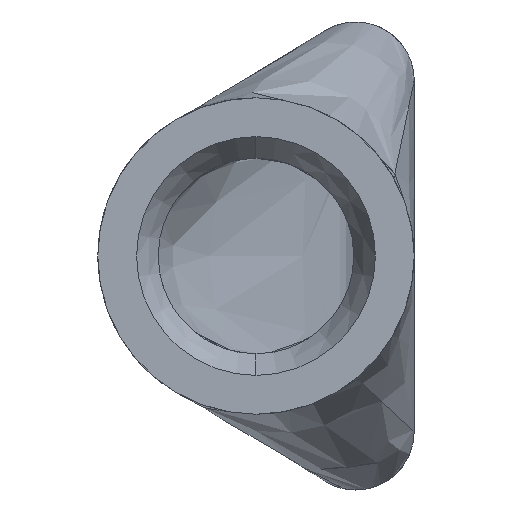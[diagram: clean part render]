
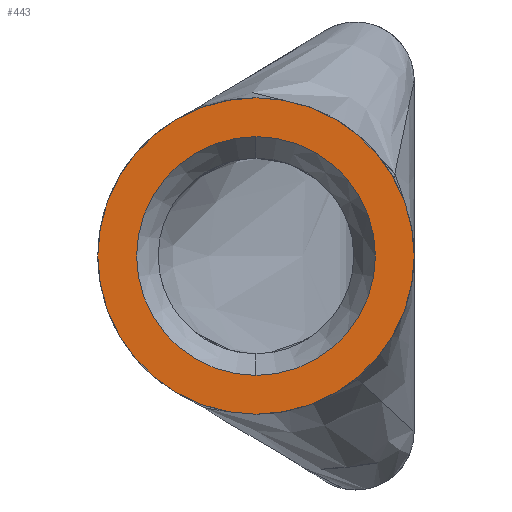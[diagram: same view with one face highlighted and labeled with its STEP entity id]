
A CAD part, left-side view. The second image highlights one B-rep face of the part: STEP entity #443.
In plain terms, the highlighted planar face has unit normal (-1, 0, 0).
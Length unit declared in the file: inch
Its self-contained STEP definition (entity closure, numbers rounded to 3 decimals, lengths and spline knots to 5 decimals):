
#26 = CIRCLE ( 'NONE', #792, 0.12759 ) ;
#41 = CARTESIAN_POINT ( 'NONE',  ( 0., 0.169, -0.169 ) ) ;
#70 = DIRECTION ( 'NONE',  ( -1., 0., 0. ) ) ;
#190 = CARTESIAN_POINT ( 'NONE',  ( 0., 0.169, 0. ) ) ;
#276 = DIRECTION ( 'NONE',  ( 1., 0., 0. ) ) ;
#281 = FACE_OUTER_BOUND ( 'NONE', #483, .T. ) ;
#318 = ORIENTED_EDGE ( 'NONE', *, *, #946, .T. ) ;
#352 = DIRECTION ( 'NONE',  ( -1., 0., 0. ) ) ;
#378 = VERTEX_POINT ( 'NONE', #1039 ) ;
#387 = CARTESIAN_POINT ( 'NONE',  ( 0., 0.169, 0. ) ) ;
#443 = ADVANCED_FACE ( 'NONE', ( #530, #281 ), #778, .T. ) ;
#483 = EDGE_LOOP ( 'NONE', ( #318, #1105 ) ) ;
#524 = DIRECTION ( 'NONE',  ( -1., 0., 0. ) ) ;
#527 = EDGE_CURVE ( 'NONE', #378, #653, #26, .T. ) ;
#530 = FACE_BOUND ( 'NONE', #972, .T. ) ;
#544 = EDGE_CURVE ( 'NONE', #620, #732, #956, .T. ) ;
#564 = DIRECTION ( 'NONE',  ( 0., 0., 1. ) ) ;
#569 = AXIS2_PLACEMENT_3D ( 'NONE', #190, #524, #890 ) ;
#619 = DIRECTION ( 'NONE',  ( 0., 0., 1. ) ) ;
#620 = VERTEX_POINT ( 'NONE', #41 ) ;
#628 = ORIENTED_EDGE ( 'NONE', *, *, #974, .T. ) ;
#643 = AXIS2_PLACEMENT_3D ( 'NONE', #851, #864, #869 ) ;
#644 = CARTESIAN_POINT ( 'NONE',  ( 0., 0.169, 0.12759 ) ) ;
#653 = VERTEX_POINT ( 'NONE', #644 ) ;
#682 = CARTESIAN_POINT ( 'NONE',  ( 0., 0., 0. ) ) ;
#692 = CIRCLE ( 'NONE', #875, 0.169 ) ;
#732 = VERTEX_POINT ( 'NONE', #963 ) ;
#778 = PLANE ( 'NONE',  #1033 ) ;
#792 = AXIS2_PLACEMENT_3D ( 'NONE', #1068, #276, #984 ) ;
#798 = ORIENTED_EDGE ( 'NONE', *, *, #527, .T. ) ;
#816 = CIRCLE ( 'NONE', #643, 0.12759 ) ;
#851 = CARTESIAN_POINT ( 'NONE',  ( 0., 0.169, 0. ) ) ;
#864 = DIRECTION ( 'NONE',  ( 1., 0., 0. ) ) ;
#869 = DIRECTION ( 'NONE',  ( 0., 0., 1. ) ) ;
#875 = AXIS2_PLACEMENT_3D ( 'NONE', #387, #70, #564 ) ;
#890 = DIRECTION ( 'NONE',  ( 0., 0., 1. ) ) ;
#946 = EDGE_CURVE ( 'NONE', #732, #620, #692, .T. ) ;
#956 = CIRCLE ( 'NONE', #569, 0.169 ) ;
#963 = CARTESIAN_POINT ( 'NONE',  ( 0., 0.169, 0.169 ) ) ;
#972 = EDGE_LOOP ( 'NONE', ( #628, #798 ) ) ;
#974 = EDGE_CURVE ( 'NONE', #653, #378, #816, .T. ) ;
#984 = DIRECTION ( 'NONE',  ( 0., 0., 1. ) ) ;
#1033 = AXIS2_PLACEMENT_3D ( 'NONE', #682, #352, #619 ) ;
#1039 = CARTESIAN_POINT ( 'NONE',  ( 0., 0.169, -0.12759 ) ) ;
#1068 = CARTESIAN_POINT ( 'NONE',  ( 0., 0.169, 0. ) ) ;
#1105 = ORIENTED_EDGE ( 'NONE', *, *, #544, .T. ) ;
